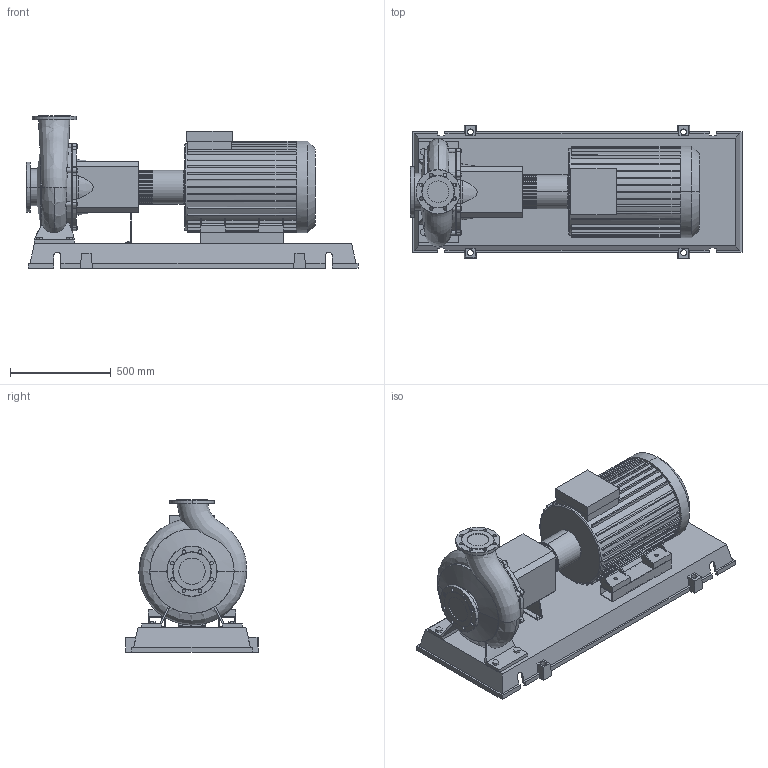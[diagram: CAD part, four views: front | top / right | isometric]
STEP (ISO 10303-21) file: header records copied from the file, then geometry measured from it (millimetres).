
FILE_DESCRIPTION((''),'2;1');
FILE_NAME('3d_NL100_400-45-4-05-4109378.stp','2015-03-03T07:59:00',(''),(''),'Mechanical Desktop 2009','Mechanical Desktop 2009',', , ');
FILE_SCHEMA(('CONFIG_CONTROL_DESIGN'));
Length unit declared in the file: millimetre
Products named in the file (1): Product
Bounding box: 1650 x 660 x 758 mm (x, y, z)
Volume: 182148340 mm3; surface area: 7122230.4 mm2
Topology: 13 solids, 13 shells, 888 faces, 2378 edges, 1557 vertices
Faces by surface type: plane 460, cylinder 237, bspline 163, cone 14, torus 14
Entity records: 32033 total; most frequent: CARTESIAN_POINT 9631, ORIENTED_EDGE 4758, DIRECTION 4491, EDGE_CURVE 2379, VERTEX_POINT 1556, AXIS2_PLACEMENT_3D 1498, VECTOR 1495, LINE 1495
